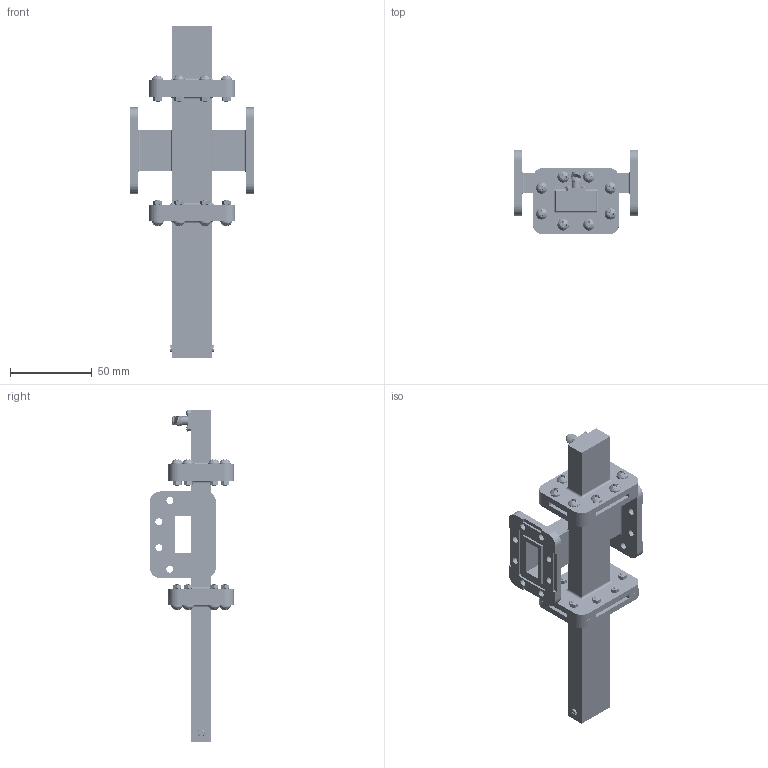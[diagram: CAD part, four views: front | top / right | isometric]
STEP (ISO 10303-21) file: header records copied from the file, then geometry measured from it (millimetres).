
FILE_DESCRIPTION (( 'STEP AP214' ), '1' );
FILE_NAME ('PEWCT1072.STEP', '2017-06-28T23:17:46', ( '' ), ( '' ), 'SwSTEP 2.0', 'SolidWorks 2014', '' );
FILE_SCHEMA (( 'AUTOMOTIVE_DESIGN' ));
Length unit declared in the file: inch
Products named in the file (9): PEWCT1024; Copy of Nut^PEWCT1024; PEWCA1007; PEWCP1059; Copy of Nut^PEWCT1072; Copy of M3 ROUND HD SCREW^PEWCT1072; PEWCT1072; PEWTR1007; Copy of M3 ROUND HD SCREW^PEWCT1024
Assembly tree (36 placements, depth 3):
  PEWCT1072
    PEWCT1024
      PEWCP1059
      Copy of M3 ROUND HD SCREW^PEWCT1024  x8
      Copy of Nut^PEWCT1024  x8
      PEWTR1007
    PEWCA1007
    Copy of M3 ROUND HD SCREW^PEWCT1072  x8
    Copy of Nut^PEWCT1072  x8
Bounding box: 76.2 x 51.59 x 203.46 mm (x, y, z)
Volume: 71142 mm3; surface area: 75828.9 mm2
Topology: 41 solids, 41 shells, 3039 faces, 7701 edges, 4776 vertices
Faces by surface type: cylinder 1250, plane 817, cone 747, bspline 183, torus 42
Entity records: 53022 total; most frequent: CARTESIAN_POINT 22778, ORIENTED_EDGE 5622, DIRECTION 4923, EDGE_CURVE 2811, VERTEX_POINT 1794, AXIS2_PLACEMENT_3D 1753, LINE 1417, VECTOR 1417
